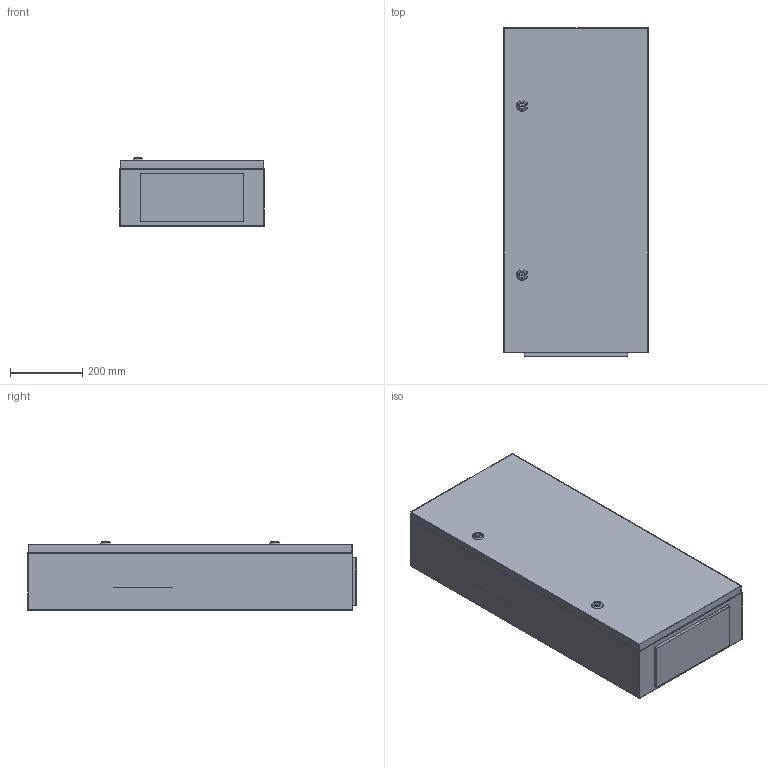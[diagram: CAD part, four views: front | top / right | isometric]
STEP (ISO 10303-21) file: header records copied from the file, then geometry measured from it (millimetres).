
FILE_DESCRIPTION (( 'STEP AP214' ), '1' );
FILE_NAME ('YKM14-01-31 Êîðïóñ ìåòàëëè÷åñêèé ÏÐ-1-0 36 ÓÕË3 IP31.STEP', '2016-08-26T12:59:28', ( '' ), ( '' ), 'SwSTEP 2.0', 'SolidWorks 2014', '' );
FILE_SCHEMA (( 'AUTOMOTIVE_DESIGN' ));
Length unit declared in the file: millimetre
Products named in the file (1): YKM14-01-31 Êîðïóñ ìåòàëëè÷åñêèé ÏÐ-1-0 36 ÓÕË3 IP31
Bounding box: 400 x 909 x 189 mm (x, y, z)
Volume: 1865430.3 mm3; surface area: 3304512.3 mm2
Topology: 5 solids, 7 shells, 475 faces, 1182 edges, 756 vertices
Faces by surface type: plane 297, cylinder 130, cone 28, bspline 16, torus 4
Entity records: 14370 total; most frequent: CARTESIAN_POINT 2926, ORIENTED_EDGE 2364, DIRECTION 2278, EDGE_CURVE 1182, VECTOR 782, LINE 782, VERTEX_POINT 756, AXIS2_PLACEMENT_3D 748
